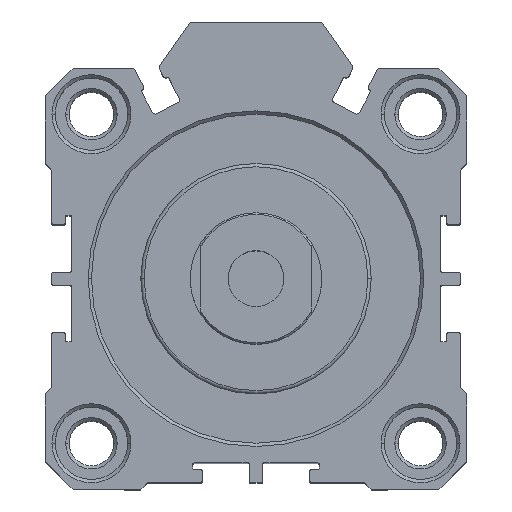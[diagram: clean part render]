
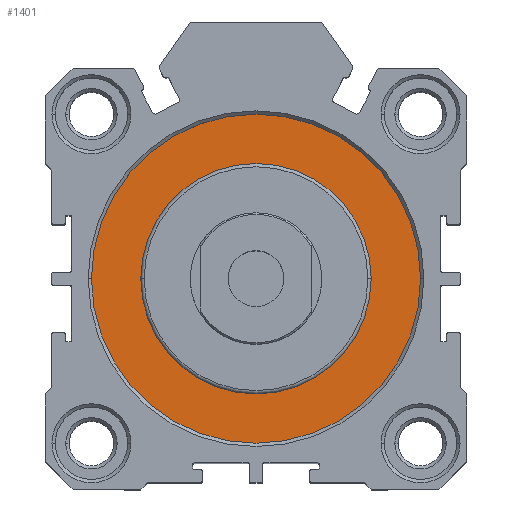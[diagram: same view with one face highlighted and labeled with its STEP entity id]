
A CAD part, top view. The second image highlights one B-rep face of the part: STEP entity #1401.
In plain terms, the highlighted planar face has unit normal (0, 0, 1).
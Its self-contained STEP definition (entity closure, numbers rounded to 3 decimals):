
#8 = AXIS2_PLACEMENT_3D ( 'NONE', #3426, #7744, #4030 ) ;
#305 = ORIENTED_EDGE ( 'NONE', *, *, #3025, .T. ) ;
#322 = EDGE_CURVE ( 'NONE', #5680, #413, #6403, .T. ) ;
#413 = VERTEX_POINT ( 'NONE', #2894 ) ;
#510 = CIRCLE ( 'NONE', #6734, 25. ) ;
#554 = VERTEX_POINT ( 'NONE', #5782 ) ;
#602 = AXIS2_PLACEMENT_3D ( 'NONE', #5783, #2061, #6415 ) ;
#615 = FACE_BOUND ( 'NONE', #6484, .T. ) ;
#1091 = CARTESIAN_POINT ( 'NONE',  ( 0., 0., 26.25 ) ) ;
#1401 = ADVANCED_FACE ( 'NONE', ( #615, #2065 ), #1491, .T. ) ;
#1430 = ORIENTED_EDGE ( 'NONE', *, *, #5256, .F. ) ;
#1491 = PLANE ( 'NONE',  #7959 ) ;
#1711 = DIRECTION ( 'NONE',  ( 1., 0., 0. ) ) ;
#1891 = AXIS2_PLACEMENT_3D ( 'NONE', #1091, #5442, #1711 ) ;
#1950 = CARTESIAN_POINT ( 'NONE',  ( 17.5, 0., 26.25 ) ) ;
#2061 = DIRECTION ( 'NONE',  ( 0., 0., 1. ) ) ;
#2065 = FACE_OUTER_BOUND ( 'NONE', #5133, .T. ) ;
#2095 = DIRECTION ( 'NONE',  ( 0., 0., 1. ) ) ;
#2892 = DIRECTION ( 'NONE',  ( 0., 0., 1. ) ) ;
#2894 = CARTESIAN_POINT ( 'NONE',  ( -25., 0., 26.25 ) ) ;
#3025 = EDGE_CURVE ( 'NONE', #413, #5680, #510, .T. ) ;
#3426 = CARTESIAN_POINT ( 'NONE',  ( 0., 0., 26.25 ) ) ;
#4030 = DIRECTION ( 'NONE',  ( 1., 0., 0. ) ) ;
#4439 = ORIENTED_EDGE ( 'NONE', *, *, #6589, .F. ) ;
#4572 = CARTESIAN_POINT ( 'NONE',  ( 0., 0., 26.25 ) ) ;
#4687 = CARTESIAN_POINT ( 'NONE',  ( 25., 0., 26.25 ) ) ;
#4826 = CIRCLE ( 'NONE', #1891, 17.5 ) ;
#5133 = EDGE_LOOP ( 'NONE', ( #6797, #305 ) ) ;
#5256 = EDGE_CURVE ( 'NONE', #554, #6273, #7738, .T. ) ;
#5442 = DIRECTION ( 'NONE',  ( 0., 0., 1. ) ) ;
#5680 = VERTEX_POINT ( 'NONE', #4687 ) ;
#5782 = CARTESIAN_POINT ( 'NONE',  ( -17.5, 0., 26.25 ) ) ;
#5783 = CARTESIAN_POINT ( 'NONE',  ( 0., 0., 26.25 ) ) ;
#6273 = VERTEX_POINT ( 'NONE', #1950 ) ;
#6403 = CIRCLE ( 'NONE', #8, 25. ) ;
#6415 = DIRECTION ( 'NONE',  ( 1., 0., 0. ) ) ;
#6459 = DIRECTION ( 'NONE',  ( 1., 0., 0. ) ) ;
#6484 = EDGE_LOOP ( 'NONE', ( #1430, #4439 ) ) ;
#6589 = EDGE_CURVE ( 'NONE', #6273, #554, #4826, .T. ) ;
#6630 = CARTESIAN_POINT ( 'NONE',  ( 0., 0., 26.25 ) ) ;
#6734 = AXIS2_PLACEMENT_3D ( 'NONE', #6630, #2892, #7228 ) ;
#6797 = ORIENTED_EDGE ( 'NONE', *, *, #322, .T. ) ;
#7228 = DIRECTION ( 'NONE',  ( 1., 0., 0. ) ) ;
#7738 = CIRCLE ( 'NONE', #602, 17.5 ) ;
#7744 = DIRECTION ( 'NONE',  ( 0., 0., 1. ) ) ;
#7959 = AXIS2_PLACEMENT_3D ( 'NONE', #4572, #2095, #6459 ) ;
